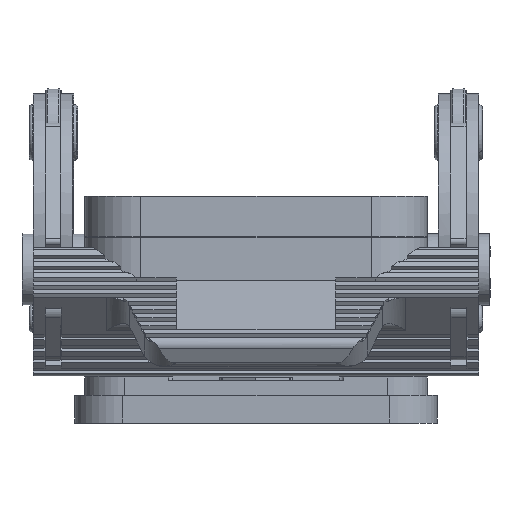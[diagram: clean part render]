
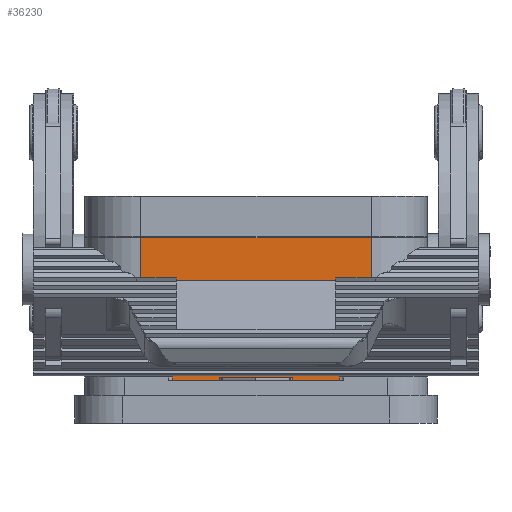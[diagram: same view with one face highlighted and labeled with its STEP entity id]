
A CAD part, left-side view. The second image highlights one B-rep face of the part: STEP entity #36230.
In plain terms, the highlighted face is planar.
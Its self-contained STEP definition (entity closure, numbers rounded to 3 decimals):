
#280=CARTESIAN_POINT('',(5.596,-15.096,10.3));
#290=VERTEX_POINT('',#280);
#320=CARTESIAN_POINT('',(0.,-15.096,10.3));
#330=DIRECTION('',(1.,0.,0.));
#340=VECTOR('',#330,1.);
#350=LINE('',#320,#340);
#360=CARTESIAN_POINT('',(9.596,-15.096,10.3));
#370=VERTEX_POINT('',#360);
#380=EDGE_CURVE('',#290,#370,#350,.T.);
#7910=CARTESIAN_POINT('',(9.596,-15.096,27.8));
#7920=VERTEX_POINT('',#7910);
#7970=CARTESIAN_POINT('',(9.596,-15.096,0.));
#7980=DIRECTION('',(0.,0.,-1.));
#7990=VECTOR('',#7980,1.);
#8000=LINE('',#7970,#7990);
#8010=EDGE_CURVE('',#7920,#370,#8000,.T.);
#8250=CARTESIAN_POINT('',(-19.404,-15.096,27.8));
#8260=VERTEX_POINT('',#8250);
#8290=CARTESIAN_POINT('',(-19.404,-15.096,0.));
#8300=DIRECTION('',(0.,0.,-1.));
#8310=VECTOR('',#8300,1.);
#8320=LINE('',#8290,#8310);
#8330=CARTESIAN_POINT('',(-19.404,-15.096,10.3));
#8340=VERTEX_POINT('',#8330);
#8350=EDGE_CURVE('',#8260,#8340,#8320,.T.);
#33230=CARTESIAN_POINT('',(-15.404,-15.096,10.3));
#33240=VERTEX_POINT('',#33230);
#33250=EDGE_CURVE('',#8340,#33240,#350,.T.);
#35470=CARTESIAN_POINT('',(-15.404,-15.096,9.8));
#35480=VERTEX_POINT('',#35470);
#35510=CARTESIAN_POINT('',(0.,-15.096,9.8));
#35520=DIRECTION('',(-1.,0.,0.));
#35530=VECTOR('',#35520,1.);
#35540=LINE('',#35510,#35530);
#35550=CARTESIAN_POINT('',(5.596,-15.096,9.8));
#35560=VERTEX_POINT('',#35550);
#35570=EDGE_CURVE('',#35560,#35480,#35540,.T.);
#35930=CARTESIAN_POINT('',(0.,-15.096,10.3));
#35940=DIRECTION('',(-0.,1.,0.));
#35950=DIRECTION('',(1.,0.,0.));
#35960=AXIS2_PLACEMENT_3D('',#35930,#35940,#35950);
#35970=PLANE('',#35960);
#35980=ORIENTED_EDGE('',*,*,#35570,.F.);
#35990=CARTESIAN_POINT('',(-15.404,-15.096,0.));
#36000=DIRECTION('',(0.,0.,-1.));
#36010=VECTOR('',#36000,1.);
#36020=LINE('',#35990,#36010);
#36030=EDGE_CURVE('',#33240,#35480,#36020,.T.);
#36040=ORIENTED_EDGE('',*,*,#36030,.T.);
#36050=ORIENTED_EDGE('',*,*,#33250,.T.);
#36060=ORIENTED_EDGE('',*,*,#8350,.T.);
#36070=CARTESIAN_POINT('',(0.,-15.096,27.8));
#36080=DIRECTION('',(1.,0.,0.));
#36090=VECTOR('',#36080,1.);
#36100=LINE('',#36070,#36090);
#36110=EDGE_CURVE('',#8260,#7920,#36100,.T.);
#36120=ORIENTED_EDGE('',*,*,#36110,.F.);
#36130=ORIENTED_EDGE('',*,*,#8010,.F.);
#36140=ORIENTED_EDGE('',*,*,#380,.T.);
#36150=CARTESIAN_POINT('',(5.596,-15.096,0.));
#36160=DIRECTION('',(0.,0.,-1.));
#36170=VECTOR('',#36160,1.);
#36180=LINE('',#36150,#36170);
#36190=EDGE_CURVE('',#290,#35560,#36180,.T.);
#36200=ORIENTED_EDGE('',*,*,#36190,.F.);
#36210=EDGE_LOOP('',(#36200,#36140,#36130,#36120,#36060,#36050,#36040,
#35980));
#36220=FACE_OUTER_BOUND('',#36210,.T.);
#36230=ADVANCED_FACE('F200',(#36220),#35970,.F.);
